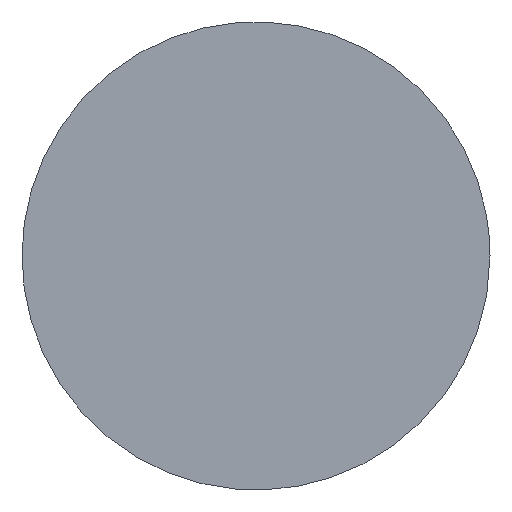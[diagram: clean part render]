
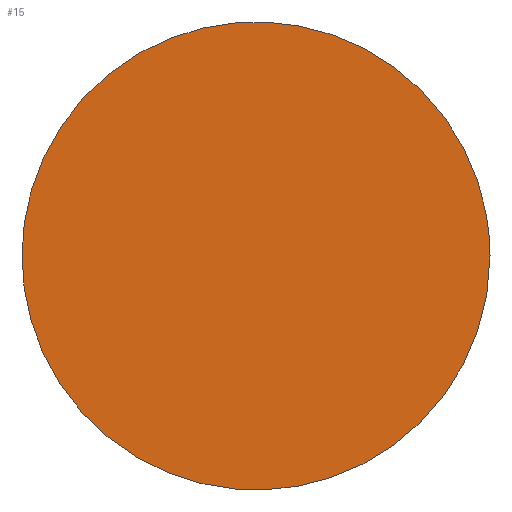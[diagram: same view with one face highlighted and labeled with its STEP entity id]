
A CAD part, top view. The second image highlights one B-rep face of the part: STEP entity #15.
In plain terms, the highlighted planar face has unit normal (0, 0, 1).
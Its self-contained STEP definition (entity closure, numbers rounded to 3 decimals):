
#15=ADVANCED_FACE('',(#18),#39,.T.);
#18=FACE_OUTER_BOUND('',#21,.T.);
#21=EDGE_LOOP('',(#24));
#24=ORIENTED_EDGE('',*,*,#31,.F.);
#31=EDGE_CURVE('',#36,#36,#34,.T.);
#34=(
BOUNDED_CURVE()
B_SPLINE_CURVE(2,(#95,#96,#97,#98,#99,#100,#101,#102,#103),
 .UNSPECIFIED.,.T.,.F.)
B_SPLINE_CURVE_WITH_KNOTS((3,2,2,2,3),(-33.2,-24.9,-16.6,-8.3,0.),
 .UNSPECIFIED.)
CURVE()
GEOMETRIC_REPRESENTATION_ITEM()
RATIONAL_B_SPLINE_CURVE((1.,0.707,1.,0.707,1.,0.707,
1.,0.707,1.))
REPRESENTATION_ITEM('')
);
#36=VERTEX_POINT('',#91);
#39=PLANE('',#61);
#61=AXIS2_PLACEMENT_3D('',#71,#66,$);
#66=DIRECTION('',(0.,0.,1.));
#71=CARTESIAN_POINT('',(-4.233,4.233,0.));
#91=CARTESIAN_POINT('',(4.15,0.,0.));
#95=CARTESIAN_POINT('',(4.15,0.,0.));
#96=CARTESIAN_POINT('',(4.15,-4.15,0.));
#97=CARTESIAN_POINT('',(0.,-4.15,0.));
#98=CARTESIAN_POINT('',(-4.15,-4.15,0.));
#99=CARTESIAN_POINT('',(-4.15,0.,0.));
#100=CARTESIAN_POINT('',(-4.15,4.15,0.));
#101=CARTESIAN_POINT('',(0.,4.15,0.));
#102=CARTESIAN_POINT('',(4.15,4.15,0.));
#103=CARTESIAN_POINT('',(4.15,0.,0.));
